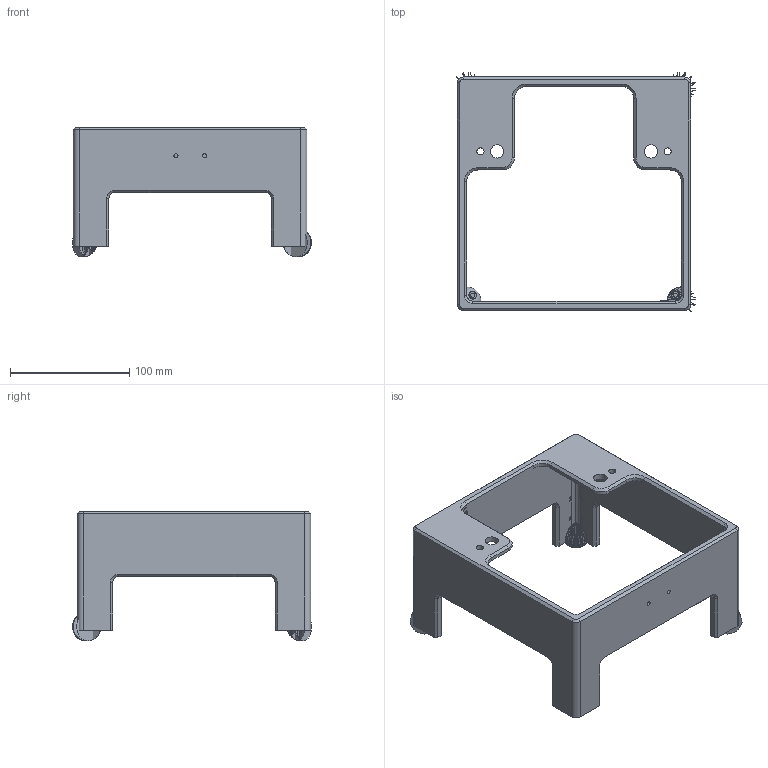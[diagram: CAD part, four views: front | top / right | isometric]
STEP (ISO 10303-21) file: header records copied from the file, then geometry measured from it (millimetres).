
FILE_DESCRIPTION(('FreeCAD Model'),'2;1');
FILE_NAME('Open CASCADE Shape Model','2023-05-13T10:01:13',('Author'),( ''),'Open CASCADE STEP processor 7.5','FreeCAD','Unknown');
FILE_SCHEMA(('AUTOMOTIVE_DESIGN { 1 0 10303 214 1 1 1 1 }'));
Length unit declared in the file: millimetre
Products named in the file (1): top.half.ready4print
Bounding box: 200.45 x 200.45 x 109 mm (x, y, z)
Volume: 411092.3 mm3; surface area: 136277.5 mm2
Topology: 1 solids, 1 shells, 261 faces, 865 edges, 532 vertices
Faces by surface type: plane 180, cylinder 49, cone 28, sphere 4
Full cylindrical faces by diameter (mm): 3.4 x10, 6 x2, 11.2 x2, 24 x1
Entity records: 17808 total; most frequent: CARTESIAN_POINT 4167, DIRECTION 2509, LINE 1395, VECTOR 1395, ORIENTED_EDGE 1370, PCURVE 1370, DEFINITIONAL_REPRESENTATION 1370, EDGE_CURVE 685
